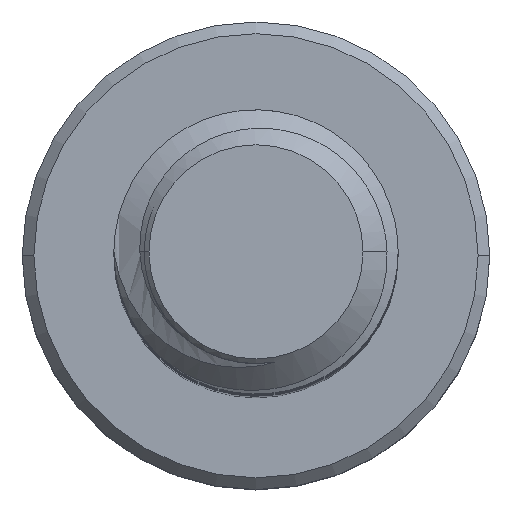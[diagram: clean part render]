
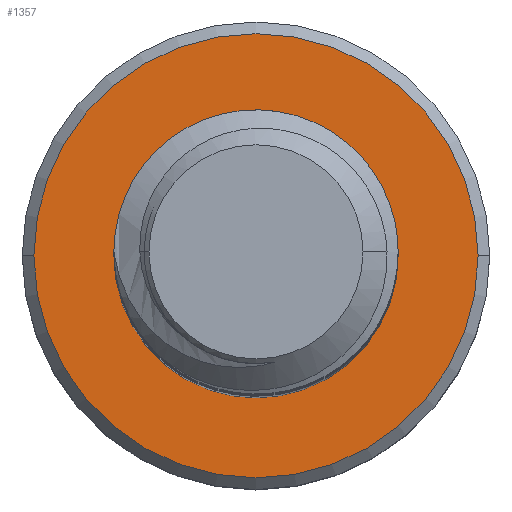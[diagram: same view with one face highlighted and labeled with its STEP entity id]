
A CAD part, top view. The second image highlights one B-rep face of the part: STEP entity #1357.
In plain terms, the highlighted planar face has unit normal (0, 0, 1).
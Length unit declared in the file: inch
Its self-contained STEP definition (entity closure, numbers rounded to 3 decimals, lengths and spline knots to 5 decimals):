
#231 = CIRCLE ( 'NONE', #1840, 0.095 ) ;
#237 = CIRCLE ( 'NONE', #1834, 0.14844 ) ;
#740 = CARTESIAN_POINT ( 'NONE',  ( 0.14844, 0., -1.5 ) ) ;
#744 = CARTESIAN_POINT ( 'NONE',  ( -0.14844, 0., -1.5 ) ) ;
#759 = CARTESIAN_POINT ( 'NONE',  ( -0.095, 0., -1.5 ) ) ;
#760 = CARTESIAN_POINT ( 'NONE',  ( 0.095, 0., -1.5 ) ) ;
#1087 = VERTEX_POINT ( 'NONE', #760 ) ;
#1088 = VERTEX_POINT ( 'NONE', #759 ) ;
#1100 = VERTEX_POINT ( 'NONE', #744 ) ;
#1104 = VERTEX_POINT ( 'NONE', #740 ) ;
#1357 = ADVANCED_FACE ( 'NONE', ( #6991, #6993 ), #4405, .F. ) ;
#1555 = DIRECTION ( 'NONE',  ( -1., 0., 0. ) ) ;
#1556 = DIRECTION ( 'NONE',  ( 0., 0., 1. ) ) ;
#1557 = CARTESIAN_POINT ( 'NONE',  ( 0., 0., -1.5 ) ) ;
#1822 = AXIS2_PLACEMENT_3D ( 'NONE', #4224, #4223, #4222 ) ;
#1829 = AXIS2_PLACEMENT_3D ( 'NONE', #3240, #3237, #3236 ) ;
#1834 = AXIS2_PLACEMENT_3D ( 'NONE', #1557, #1556, #1555 ) ;
#1840 = AXIS2_PLACEMENT_3D ( 'NONE', #2276, #1935, #1881 ) ;
#1881 = DIRECTION ( 'NONE',  ( -1., 0., 0. ) ) ;
#1935 = DIRECTION ( 'NONE',  ( 0., 0., 1. ) ) ;
#1936 = AXIS2_PLACEMENT_3D ( 'NONE', #5390, #5384, #5380 ) ;
#2220 = EDGE_CURVE ( 'NONE', #1088, #1087, #4234, .T. ) ;
#2276 = CARTESIAN_POINT ( 'NONE',  ( 0., 0., -1.5 ) ) ;
#2366 = EDGE_CURVE ( 'NONE', #1104, #1100, #6204, .T. ) ;
#2490 = EDGE_CURVE ( 'NONE', #1100, #1104, #237, .T. ) ;
#2500 = EDGE_CURVE ( 'NONE', #1087, #1088, #231, .T. ) ;
#3236 = DIRECTION ( 'NONE',  ( -1., 0., 0. ) ) ;
#3237 = DIRECTION ( 'NONE',  ( 0., 0., 1. ) ) ;
#3240 = CARTESIAN_POINT ( 'NONE',  ( 0., 0., -1.5 ) ) ;
#4222 = DIRECTION ( 'NONE',  ( -1., 0., 0. ) ) ;
#4223 = DIRECTION ( 'NONE',  ( 0., 0., 1. ) ) ;
#4224 = CARTESIAN_POINT ( 'NONE',  ( 0., 0., -1.5 ) ) ;
#4234 = CIRCLE ( 'NONE', #1822, 0.095 ) ;
#4405 = PLANE ( 'NONE',  #1936 ) ;
#5380 = DIRECTION ( 'NONE',  ( -1., 0., 0. ) ) ;
#5384 = DIRECTION ( 'NONE',  ( 0., 0., -1. ) ) ;
#5390 = CARTESIAN_POINT ( 'NONE',  ( 0., 0., -1.5 ) ) ;
#6204 = CIRCLE ( 'NONE', #1829, 0.14844 ) ;
#6991 = FACE_OUTER_BOUND ( 'NONE', #7619, .T. ) ;
#6993 = FACE_BOUND ( 'NONE', #7671, .T. ) ;
#7561 = ORIENTED_EDGE ( 'NONE', *, *, #2500, .F. ) ;
#7583 = ORIENTED_EDGE ( 'NONE', *, *, #2366, .T. ) ;
#7598 = ORIENTED_EDGE ( 'NONE', *, *, #2220, .F. ) ;
#7619 = EDGE_LOOP ( 'NONE', ( #7896, #7583 ) ) ;
#7671 = EDGE_LOOP ( 'NONE', ( #7561, #7598 ) ) ;
#7896 = ORIENTED_EDGE ( 'NONE', *, *, #2490, .T. ) ;
